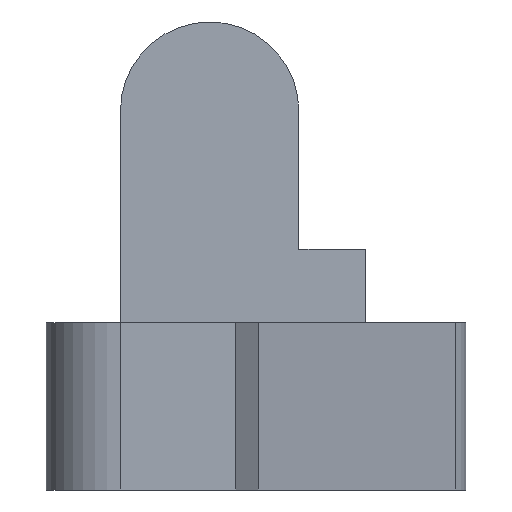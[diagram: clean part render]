
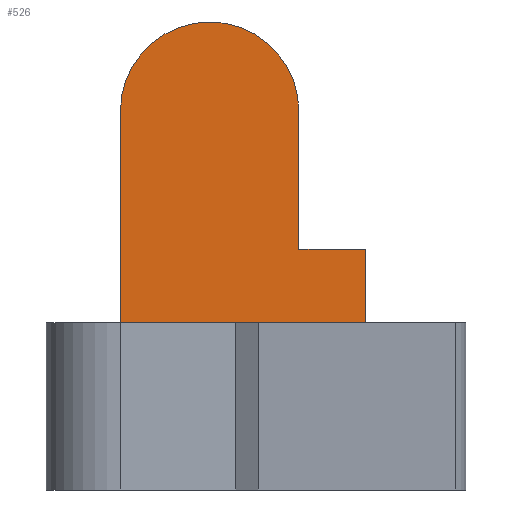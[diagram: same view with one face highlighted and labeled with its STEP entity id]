
A CAD part, left-side view. The second image highlights one B-rep face of the part: STEP entity #526.
In plain terms, the highlighted planar face has unit normal (-1, 0, 0).
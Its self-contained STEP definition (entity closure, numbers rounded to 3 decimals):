
#6 = ORIENTED_EDGE ( 'NONE', *, *, #30, .T. ) ;
#12 = VERTEX_POINT ( 'NONE', #55 ) ;
#13 = VERTEX_POINT ( 'NONE', #222 ) ;
#30 = EDGE_CURVE ( 'NONE', #12, #99, #490, .T. ) ;
#32 = VECTOR ( 'NONE', #629, 1000. ) ;
#41 = CARTESIAN_POINT ( 'NONE',  ( 0.71, -0.835, 2.5 ) ) ;
#47 = DIRECTION ( 'NONE',  ( -1., 0., 0. ) ) ;
#48 = EDGE_CURVE ( 'NONE', #364, #12, #338, .T. ) ;
#55 = CARTESIAN_POINT ( 'NONE',  ( 0.71, 1.835, 5.665 ) ) ;
#68 = LINE ( 'NONE', #131, #78 ) ;
#70 = DIRECTION ( 'NONE',  ( -1., 0., 0. ) ) ;
#78 = VECTOR ( 'NONE', #685, 1000. ) ;
#86 = EDGE_CURVE ( 'NONE', #572, #609, #68, .T. ) ;
#99 = VERTEX_POINT ( 'NONE', #179 ) ;
#103 = CARTESIAN_POINT ( 'NONE',  ( 0.71, -0.835, 5.665 ) ) ;
#124 = CARTESIAN_POINT ( 'NONE',  ( 0.71, 1.835, 7. ) ) ;
#129 = LINE ( 'NONE', #41, #141 ) ;
#131 = CARTESIAN_POINT ( 'NONE',  ( 0.71, -1.835, 0. ) ) ;
#141 = VECTOR ( 'NONE', #320, 1000. ) ;
#145 = DIRECTION ( 'NONE',  ( 0., -1., 0. ) ) ;
#153 = EDGE_CURVE ( 'NONE', #371, #13, #360, .T. ) ;
#179 = CARTESIAN_POINT ( 'NONE',  ( 0.71, 1.835, 2.5 ) ) ;
#183 = DIRECTION ( 'NONE',  ( 0., -1., 0. ) ) ;
#215 = CARTESIAN_POINT ( 'NONE',  ( 0.71, -0.835, 3.6 ) ) ;
#216 = VECTOR ( 'NONE', #145, 1000. ) ;
#222 = CARTESIAN_POINT ( 'NONE',  ( 0.71, -1.835, 3.6 ) ) ;
#223 = ORIENTED_EDGE ( 'NONE', *, *, #86, .F. ) ;
#248 = ORIENTED_EDGE ( 'NONE', *, *, #637, .F. ) ;
#261 = AXIS2_PLACEMENT_3D ( 'NONE', #378, #47, #670 ) ;
#263 = FACE_OUTER_BOUND ( 'NONE', #283, .T. ) ;
#283 = EDGE_LOOP ( 'NONE', ( #416, #324, #6, #469, #223, #248, #687 ) ) ;
#316 = CARTESIAN_POINT ( 'NONE',  ( 0.71, 1.835, 2.5 ) ) ;
#320 = DIRECTION ( 'NONE',  ( 0., 0., -1. ) ) ;
#324 = ORIENTED_EDGE ( 'NONE', *, *, #48, .T. ) ;
#335 = EDGE_CURVE ( 'NONE', #364, #371, #129, .T. ) ;
#338 = CIRCLE ( 'NONE', #724, 1.335 ) ;
#341 = CARTESIAN_POINT ( 'NONE',  ( 0.71, -1.835, 2.5 ) ) ;
#360 = LINE ( 'NONE', #632, #216 ) ;
#364 = VERTEX_POINT ( 'NONE', #103 ) ;
#371 = VERTEX_POINT ( 'NONE', #215 ) ;
#376 = LINE ( 'NONE', #316, #524 ) ;
#378 = CARTESIAN_POINT ( 'NONE',  ( 0.71, -1.835, 2.5 ) ) ;
#391 = CARTESIAN_POINT ( 'NONE',  ( 0.71, -1.835, 0. ) ) ;
#392 = EDGE_CURVE ( 'NONE', #99, #609, #376, .T. ) ;
#416 = ORIENTED_EDGE ( 'NONE', *, *, #335, .F. ) ;
#426 = DIRECTION ( 'NONE',  ( 0., 0., -1. ) ) ;
#469 = ORIENTED_EDGE ( 'NONE', *, *, #392, .T. ) ;
#490 = LINE ( 'NONE', #124, #32 ) ;
#516 = VECTOR ( 'NONE', #679, 1000. ) ;
#524 = VECTOR ( 'NONE', #426, 1000. ) ;
#526 = ADVANCED_FACE ( 'NONE', ( #263 ), #720, .T. ) ;
#555 = CARTESIAN_POINT ( 'NONE',  ( 0.71, 1.835, 0. ) ) ;
#572 = VERTEX_POINT ( 'NONE', #391 ) ;
#609 = VERTEX_POINT ( 'NONE', #555 ) ;
#629 = DIRECTION ( 'NONE',  ( 0., 0., -1. ) ) ;
#632 = CARTESIAN_POINT ( 'NONE',  ( 0.71, -1.835, 3.6 ) ) ;
#637 = EDGE_CURVE ( 'NONE', #13, #572, #674, .T. ) ;
#670 = DIRECTION ( 'NONE',  ( 0., -1., 0. ) ) ;
#674 = LINE ( 'NONE', #341, #516 ) ;
#679 = DIRECTION ( 'NONE',  ( 0., 0., -1. ) ) ;
#685 = DIRECTION ( 'NONE',  ( 0., 1., 0. ) ) ;
#687 = ORIENTED_EDGE ( 'NONE', *, *, #153, .F. ) ;
#690 = CARTESIAN_POINT ( 'NONE',  ( 0.71, 0.5, 5.665 ) ) ;
#720 = PLANE ( 'NONE',  #261 ) ;
#724 = AXIS2_PLACEMENT_3D ( 'NONE', #690, #70, #183 ) ;
